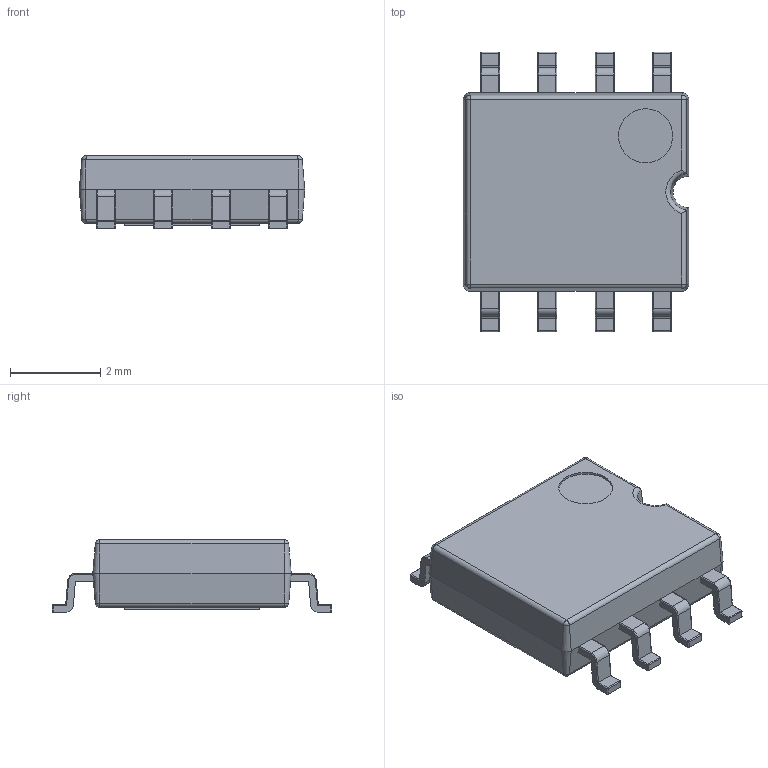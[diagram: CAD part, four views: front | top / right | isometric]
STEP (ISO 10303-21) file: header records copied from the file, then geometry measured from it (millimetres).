
FILE_DESCRIPTION(/* description */ (''),/* implementation_level */ '2;1');
FILE_NAME(/* name */ 'TSSOP-8 v2.step',/* time_stamp */ '2020-09-30T15:10:43-05:00',/* author */ (''),/* organization */ (''),/* preprocessor_version */ 'ST-DEVELOPER v18.1',/* originating_system */ 'Autodesk Translation Framework v9.3.0.1241',/* authorisation */ '');
FILE_SCHEMA (('AUTOMOTIVE_DESIGN { 1 0 10303 214 3 1 1 }'));
Length unit declared in the file: millimetre
Products named in the file (1): TSSOP-8
Bounding box: 5 x 6.2 x 1.61 mm (x, y, z)
Volume: 34.2 mm3; surface area: 147 mm2
Topology: 6 solids, 6 shells, 219 faces, 514 edges, 286 vertices
Faces by surface type: cylinder 91, plane 76, torus 18, sphere 16, cone 10, bspline 8
Full cylindrical faces by diameter (mm): 1.2 x1
Entity records: 7379 total; most frequent: CARTESIAN_POINT 2256, DIRECTION 1041, ORIENTED_EDGE 982, EDGE_CURVE 491, AXIS2_PLACEMENT_3D 379, VERTEX_POINT 286, LINE 283, VECTOR 283
